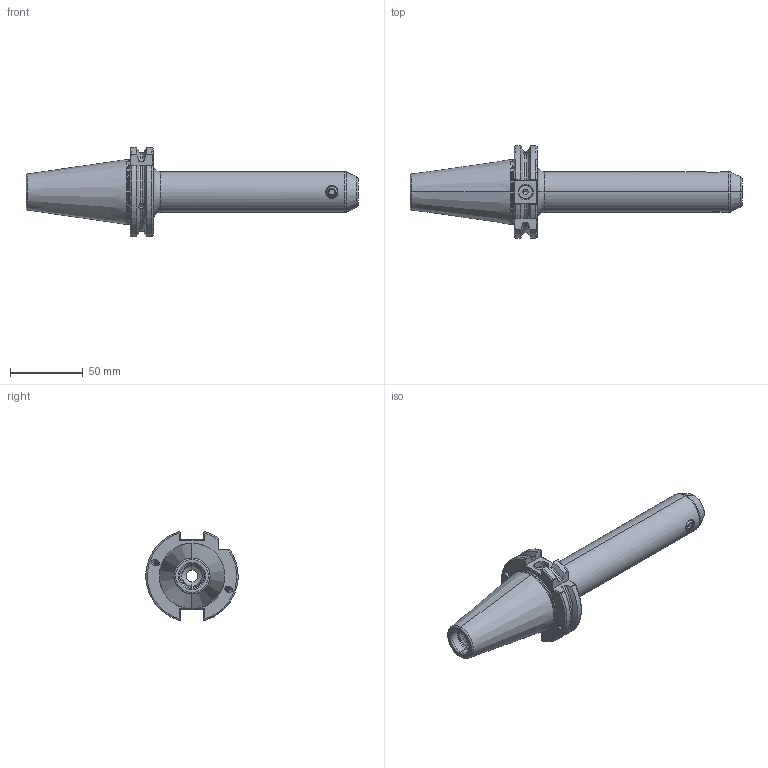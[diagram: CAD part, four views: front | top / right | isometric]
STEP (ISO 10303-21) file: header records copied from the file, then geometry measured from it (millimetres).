
FILE_DESCRIPTION (( 'STEP AP203' ), '1' );
FILE_NAME ('403.04.08.2.STEP', '2016-11-25T07:23:34', ( '' ), ( '' ), 'SwSTEP 2.0', 'SolidWorks 2012', '' );
FILE_SCHEMA (( 'CONFIG_CONTROL_DESIGN' ));
Length unit declared in the file: millimetre
Products named in the file (3): 403.04.08.2; 側固8_M8x1.25_10L
Assembly tree (2 placements, depth 2):
  403.04.08.2
    403.04.08.2
    側固8_M8x1.25_10L
Bounding box: 228.4 x 63.33 x 61.24 mm (x, y, z)
Volume: 165084.7 mm3; surface area: 40664.2 mm2
Topology: 2 solids, 2 shells, 321 faces, 886 edges, 557 vertices
Faces by surface type: cylinder 138, plane 59, cone 46, bspline 40, torus 36, sphere 2
Entity records: 25451 total; most frequent: CARTESIAN_POINT 18133, ORIENTED_EDGE 1740, DIRECTION 1168, EDGE_CURVE 870, VERTEX_POINT 557, AXIS2_PLACEMENT_3D 455, EDGE_LOOP 337, ADVANCED_FACE 321
